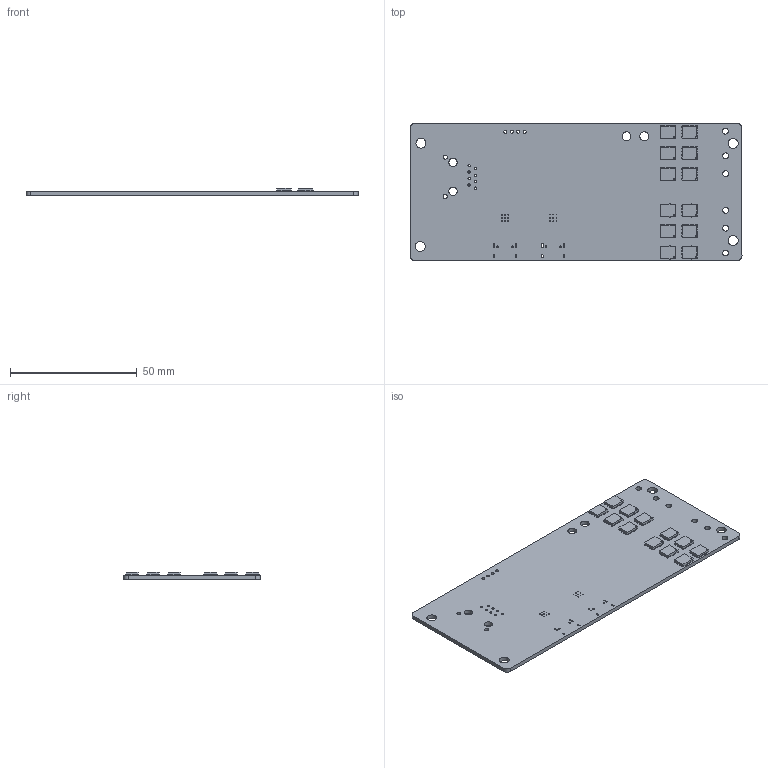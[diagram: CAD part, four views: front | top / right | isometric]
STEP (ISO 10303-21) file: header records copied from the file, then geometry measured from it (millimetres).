
FILE_DESCRIPTION(('KiCad electronic assembly'),'2;1');
FILE_NAME('RP2040_motor.step','2022-10-26T16:48:53',('Pcbnew'),('Kicad') ,'Open CASCADE STEP processor 7.5','KiCad to STEP converter','Unknown' );
FILE_SCHEMA(('AUTOMOTIVE_DESIGN { 1 0 10303 214 1 1 1 1 }'));
Length unit declared in the file: millimetre
Products named in the file (5): RP2040_motor 1; PowerPAK-SO8; COMPOUND; RP2040_motor PCB; RP2040_motor 2
Assembly tree (14 placements, depth 3):
  RP2040_motor 1
    PowerPAK-SO8  x12
      COMPOUND
    RP2040_motor PCB
  RP2040_motor 2
Bounding box: 131.12 x 54 x 2.77 mm (x, y, z)
Volume: 11487.4 mm3; surface area: 16392.8 mm2
Topology: 85 solids, 85 shells, 2360 faces, 6246 edges, 4068 vertices
Faces by surface type: bspline 2268, cylinder 70, plane 22
Full cylindrical faces by diameter (mm): 0.2 x9, 0.35 x9, 0.65 x4, 0.9 x8, 1.19 x4, 1.6 x2, 2.3 x6, 3.25 x2, 3.5 x2, 3.9 x4
Entity records: 18354 total; most frequent: CARTESIAN_POINT 6109, ORIENTED_EDGE 1536, PCURVE 1536, DEFINITIONAL_REPRESENTATION 1536, B_SPLINE_CURVE_WITH_KNOTS 1478, DIRECTION 1024, EDGE_CURVE 768, SURFACE_CURVE 718
